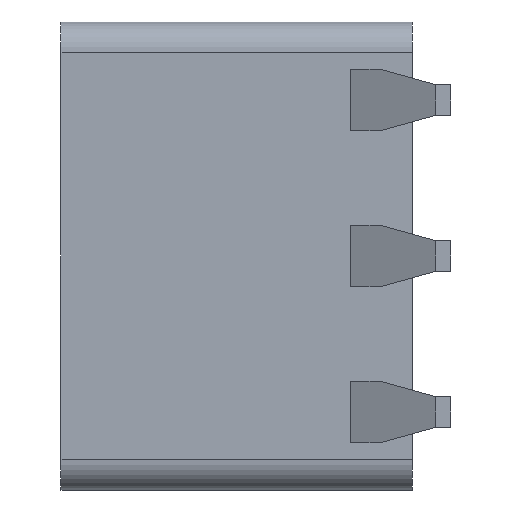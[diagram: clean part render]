
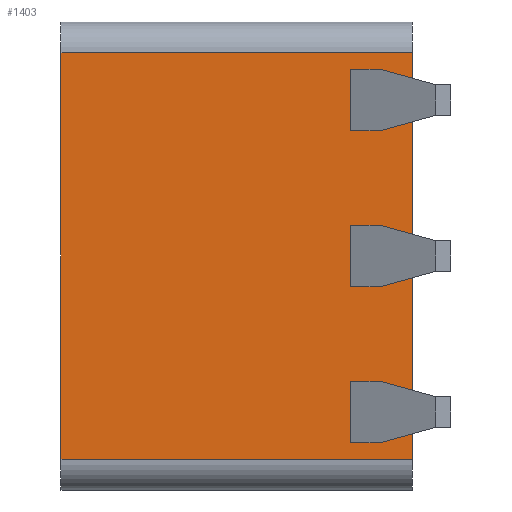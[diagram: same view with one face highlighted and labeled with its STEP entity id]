
A CAD part, left-side view. The second image highlights one B-rep face of the part: STEP entity #1403.
In plain terms, the highlighted planar face has unit normal (-1, 0, 0).
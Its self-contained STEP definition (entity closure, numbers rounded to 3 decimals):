
#116=DIRECTION('',(0.,0.,1.));
#117=VECTOR('',#116,6.62);
#118=CARTESIAN_POINT('',(-3.425,-2.86,-3.31));
#119=LINE('',#118,#117);
#125=DIRECTION('',(0.,-1.,0.));
#126=VECTOR('',#125,5.72);
#127=CARTESIAN_POINT('',(-3.425,2.86,3.31));
#128=LINE('',#127,#126);
#129=DIRECTION('',(0.,1.,0.));
#130=VECTOR('',#129,5.72);
#131=CARTESIAN_POINT('',(-3.425,-2.86,-3.31));
#132=LINE('',#131,#130);
#133=DIRECTION('',(0.,0.,1.));
#134=VECTOR('',#133,6.62);
#135=CARTESIAN_POINT('',(-3.425,2.86,-3.31));
#136=LINE('',#135,#134);
#137=DIRECTION('',(0.,1.,0.));
#138=VECTOR('',#137,0.25);
#139=CARTESIAN_POINT('',(-3.425,-2.103,-0.5));
#140=LINE('',#139,#138);
#141=DIRECTION('',(0.,0.,1.));
#142=VECTOR('',#141,1.);
#143=CARTESIAN_POINT('',(-3.425,-2.103,-0.5));
#144=LINE('',#143,#142);
#145=DIRECTION('',(0.,1.,0.));
#146=VECTOR('',#145,0.25);
#147=CARTESIAN_POINT('',(-3.425,-2.103,0.5));
#148=LINE('',#147,#146);
#149=DIRECTION('',(0.,0.,1.));
#150=VECTOR('',#149,1.);
#151=CARTESIAN_POINT('',(-3.425,-1.853,-0.5));
#152=LINE('',#151,#150);
#153=DIRECTION('',(0.,1.,0.));
#154=VECTOR('',#153,0.25);
#155=CARTESIAN_POINT('',(-3.425,-2.103,-3.04));
#156=LINE('',#155,#154);
#157=DIRECTION('',(0.,0.,1.));
#158=VECTOR('',#157,1.);
#159=CARTESIAN_POINT('',(-3.425,-2.103,-3.04));
#160=LINE('',#159,#158);
#161=DIRECTION('',(0.,1.,0.));
#162=VECTOR('',#161,0.25);
#163=CARTESIAN_POINT('',(-3.425,-2.103,-2.04));
#164=LINE('',#163,#162);
#165=DIRECTION('',(0.,0.,1.));
#166=VECTOR('',#165,1.);
#167=CARTESIAN_POINT('',(-3.425,-1.853,-3.04));
#168=LINE('',#167,#166);
#169=DIRECTION('',(0.,1.,0.));
#170=VECTOR('',#169,0.25);
#171=CARTESIAN_POINT('',(-3.425,-2.103,2.04));
#172=LINE('',#171,#170);
#173=DIRECTION('',(0.,0.,1.));
#174=VECTOR('',#173,1.);
#175=CARTESIAN_POINT('',(-3.425,-2.103,2.04));
#176=LINE('',#175,#174);
#177=DIRECTION('',(0.,1.,0.));
#178=VECTOR('',#177,0.25);
#179=CARTESIAN_POINT('',(-3.425,-2.103,3.04));
#180=LINE('',#179,#178);
#181=DIRECTION('',(0.,0.,1.));
#182=VECTOR('',#181,1.);
#183=CARTESIAN_POINT('',(-3.425,-1.853,2.04));
#184=LINE('',#183,#182);
#930=CARTESIAN_POINT('',(-3.425,-2.86,3.31));
#932=VERTEX_POINT('',#930);
#933=CARTESIAN_POINT('',(-3.425,2.86,3.31));
#934=VERTEX_POINT('',#933);
#938=CARTESIAN_POINT('',(-3.425,2.86,-3.31));
#940=VERTEX_POINT('',#938);
#941=CARTESIAN_POINT('',(-3.425,-2.86,-3.31));
#942=VERTEX_POINT('',#941);
#953=CARTESIAN_POINT('',(-3.425,-2.103,-0.5));
#954=CARTESIAN_POINT('',(-3.425,-1.853,-0.5));
#955=VERTEX_POINT('',#953);
#956=VERTEX_POINT('',#954);
#957=CARTESIAN_POINT('',(-3.425,-2.103,0.5));
#958=CARTESIAN_POINT('',(-3.425,-1.853,0.5));
#959=VERTEX_POINT('',#957);
#960=VERTEX_POINT('',#958);
#969=CARTESIAN_POINT('',(-3.425,-2.103,-3.04));
#970=CARTESIAN_POINT('',(-3.425,-1.853,-3.04));
#971=VERTEX_POINT('',#969);
#972=VERTEX_POINT('',#970);
#973=CARTESIAN_POINT('',(-3.425,-2.103,-2.04));
#974=CARTESIAN_POINT('',(-3.425,-1.853,-2.04));
#975=VERTEX_POINT('',#973);
#976=VERTEX_POINT('',#974);
#985=CARTESIAN_POINT('',(-3.425,-2.103,2.04));
#986=CARTESIAN_POINT('',(-3.425,-1.853,2.04));
#987=VERTEX_POINT('',#985);
#988=VERTEX_POINT('',#986);
#989=CARTESIAN_POINT('',(-3.425,-2.103,3.04));
#990=CARTESIAN_POINT('',(-3.425,-1.853,3.04));
#991=VERTEX_POINT('',#989);
#992=VERTEX_POINT('',#990);
#1361=CARTESIAN_POINT('',(-3.425,2.86,-3.81));
#1362=DIRECTION('',(-1.,0.,0.));
#1363=DIRECTION('',(0.,-1.,0.));
#1364=AXIS2_PLACEMENT_3D('',#1361,#1362,#1363);
#1365=PLANE('',#1364);
#1367=ORIENTED_EDGE('',*,*,#1366,.T.);
#1368=ORIENTED_EDGE('',*,*,#1352,.F.);
#1369=ORIENTED_EDGE('',*,*,#1240,.T.);
#1370=ORIENTED_EDGE('',*,*,#1259,.T.);
#1371=EDGE_LOOP('',(#1367,#1368,#1369,#1370));
#1372=FACE_OUTER_BOUND('',#1371,.F.);
#1374=ORIENTED_EDGE('',*,*,#1373,.F.);
#1376=ORIENTED_EDGE('',*,*,#1375,.T.);
#1378=ORIENTED_EDGE('',*,*,#1377,.T.);
#1380=ORIENTED_EDGE('',*,*,#1379,.F.);
#1381=EDGE_LOOP('',(#1374,#1376,#1378,#1380));
#1382=FACE_BOUND('',#1381,.F.);
#1384=ORIENTED_EDGE('',*,*,#1383,.F.);
#1386=ORIENTED_EDGE('',*,*,#1385,.T.);
#1388=ORIENTED_EDGE('',*,*,#1387,.T.);
#1390=ORIENTED_EDGE('',*,*,#1389,.F.);
#1391=EDGE_LOOP('',(#1384,#1386,#1388,#1390));
#1392=FACE_BOUND('',#1391,.F.);
#1394=ORIENTED_EDGE('',*,*,#1393,.F.);
#1396=ORIENTED_EDGE('',*,*,#1395,.T.);
#1398=ORIENTED_EDGE('',*,*,#1397,.T.);
#1400=ORIENTED_EDGE('',*,*,#1399,.F.);
#1401=EDGE_LOOP('',(#1394,#1396,#1398,#1400));
#1402=FACE_BOUND('',#1401,.F.);
#1240=EDGE_CURVE('',#942,#940,#132,.T.);
#1259=EDGE_CURVE('',#940,#934,#136,.T.);
#1352=EDGE_CURVE('',#942,#932,#119,.T.);
#1366=EDGE_CURVE('',#934,#932,#128,.T.);
#1373=EDGE_CURVE('',#955,#956,#140,.T.);
#1375=EDGE_CURVE('',#955,#959,#144,.T.);
#1377=EDGE_CURVE('',#959,#960,#148,.T.);
#1379=EDGE_CURVE('',#956,#960,#152,.T.);
#1383=EDGE_CURVE('',#971,#972,#156,.T.);
#1385=EDGE_CURVE('',#971,#975,#160,.T.);
#1387=EDGE_CURVE('',#975,#976,#164,.T.);
#1389=EDGE_CURVE('',#972,#976,#168,.T.);
#1393=EDGE_CURVE('',#987,#988,#172,.T.);
#1395=EDGE_CURVE('',#987,#991,#176,.T.);
#1397=EDGE_CURVE('',#991,#992,#180,.T.);
#1399=EDGE_CURVE('',#988,#992,#184,.T.);
#1403=ADVANCED_FACE('',(#1372,#1382,#1392,#1402),#1365,.T.);
